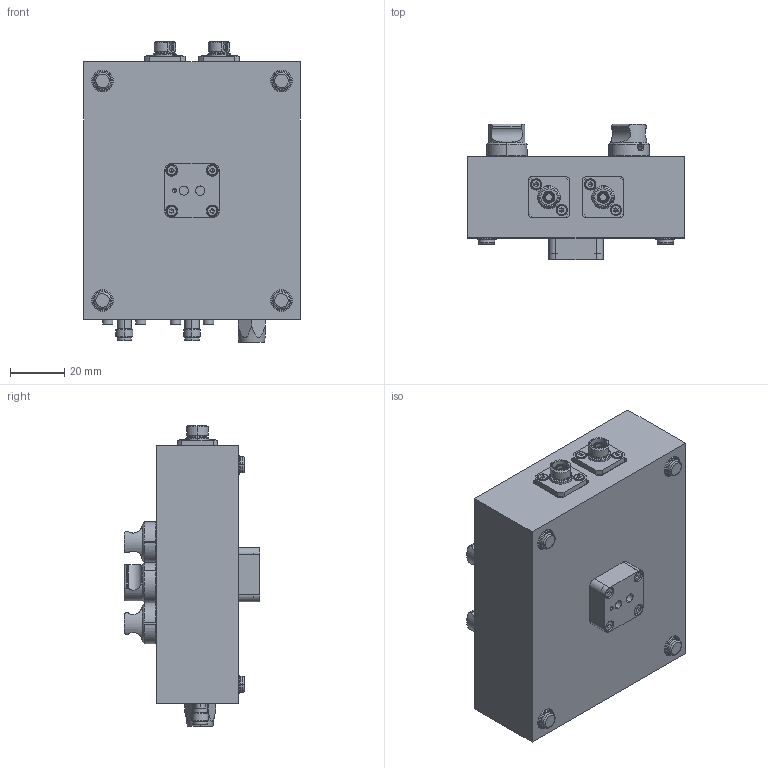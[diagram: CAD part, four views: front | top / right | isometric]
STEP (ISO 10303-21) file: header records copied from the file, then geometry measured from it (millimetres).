
FILE_DESCRIPTION (( 'STEP AP214' ), '1' );
FILE_NAME ('MTN003677.STEP', '2014-01-21T08:28:55', ( '' ), ( '' ), 'SwSTEP 2.0', 'SolidWorks 2013', '' );
FILE_SCHEMA (( 'AUTOMOTIVE_DESIGN' ));
Length unit declared in the file: millimetre
Products named in the file (1): MTN003677
Bounding box: 80 x 50 x 111 mm (x, y, z)
Surface area: 32323.8 mm2 (no closed solid volume)
Topology: 0 solids, 269 shells, 826 faces, 5662 edges, 5071 vertices
Faces by surface type: plane 453, cylinder 228, cone 68, torus 40, bspline 37
Entity records: 80252 total; most frequent: CARTESIAN_POINT 32214, ORIENTED_EDGE 6813, DIRECTION 6601, EDGE_CURVE 5636, VERTEX_POINT 5071, LINE 3647, VECTOR 3647, AXIS2_PLACEMENT_3D 1477
